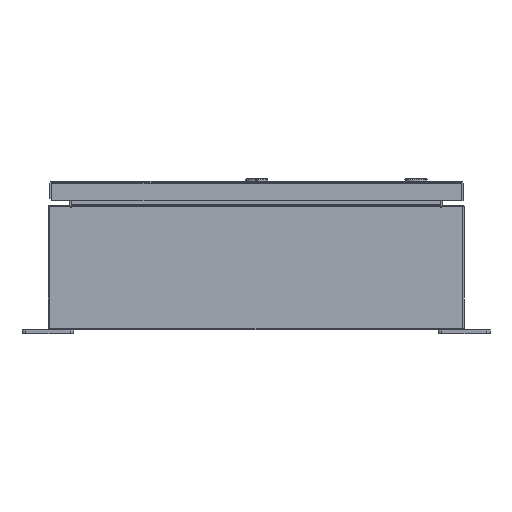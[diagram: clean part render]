
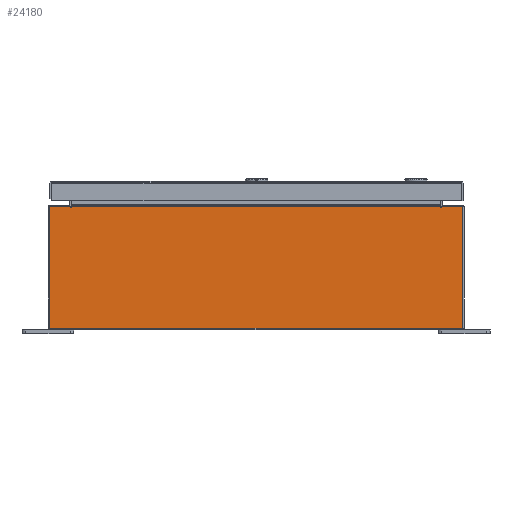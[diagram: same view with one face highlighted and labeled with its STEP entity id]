
A CAD part, front view. The second image highlights one B-rep face of the part: STEP entity #24180.
In plain terms, the highlighted face is planar.
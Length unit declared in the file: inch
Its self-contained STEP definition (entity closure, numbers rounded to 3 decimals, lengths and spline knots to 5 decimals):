
#352 = CARTESIAN_POINT ( 'NONE',  ( -8.8872, 0., 2.87495 ) ) ;
#1452 = ORIENTED_EDGE ( 'NONE', *, *, #9892, .T. ) ;
#1545 = ORIENTED_EDGE ( 'NONE', *, *, #34373, .T. ) ;
#1800 = CARTESIAN_POINT ( 'NONE',  ( -9.9253, 0., 2.9253 ) ) ;
#2050 = AXIS2_PLACEMENT_3D ( 'NONE', #15216, #35937, #18185 ) ;
#2432 = VERTEX_POINT ( 'NONE', #352 ) ;
#2636 = EDGE_CURVE ( 'NONE', #22903, #22226, #21567, .T. ) ;
#3090 = VERTEX_POINT ( 'NONE', #12980 ) ;
#3660 = CIRCLE ( 'NONE', #2050, 0.01868 ) ;
#3839 = CARTESIAN_POINT ( 'NONE',  ( 8.8872, 0., 2.9123 ) ) ;
#3859 = DIRECTION ( 'NONE',  ( 0., 0., -1. ) ) ;
#4055 = LINE ( 'NONE', #12368, #19778 ) ;
#6522 = DIRECTION ( 'NONE',  ( -1., 0., 0. ) ) ;
#6622 = VERTEX_POINT ( 'NONE', #9868 ) ;
#6702 = CARTESIAN_POINT ( 'NONE',  ( 0., 0., 0. ) ) ;
#7017 = LINE ( 'NONE', #19573, #13954 ) ;
#7591 = DIRECTION ( 'NONE',  ( 0., 0., 1. ) ) ;
#7592 = VECTOR ( 'NONE', #25632, 39.37008 ) ;
#7650 = VERTEX_POINT ( 'NONE', #3839 ) ;
#8391 = VECTOR ( 'NONE', #32027, 39.37008 ) ;
#8456 = VERTEX_POINT ( 'NONE', #38225 ) ;
#8599 = LINE ( 'NONE', #36670, #26214 ) ;
#8665 = EDGE_CURVE ( 'NONE', #3090, #34804, #7017, .T. ) ;
#9016 = DIRECTION ( 'NONE',  ( 0., 1., 0. ) ) ;
#9027 = VERTEX_POINT ( 'NONE', #27201 ) ;
#9230 = ORIENTED_EDGE ( 'NONE', *, *, #2636, .F. ) ;
#9562 = PLANE ( 'NONE',  #35685 ) ;
#9671 = VERTEX_POINT ( 'NONE', #27551 ) ;
#9868 = CARTESIAN_POINT ( 'NONE',  ( -8.8872, 0., 2.9123 ) ) ;
#9890 = CARTESIAN_POINT ( 'NONE',  ( 9.9253, 0., 2.9253 ) ) ;
#9892 = EDGE_CURVE ( 'NONE', #34804, #22226, #33338, .T. ) ;
#9909 = ORIENTED_EDGE ( 'NONE', *, *, #22078, .F. ) ;
#10554 = VECTOR ( 'NONE', #3859, 39.37008 ) ;
#10715 = DIRECTION ( 'NONE',  ( 1., 0., 0. ) ) ;
#11927 = ORIENTED_EDGE ( 'NONE', *, *, #29201, .F. ) ;
#11986 = EDGE_CURVE ( 'NONE', #9027, #20579, #8599, .T. ) ;
#12030 = LINE ( 'NONE', #33470, #34715 ) ;
#12368 = CARTESIAN_POINT ( 'NONE',  ( -9.9253, 0., -2.9253 ) ) ;
#12678 = DIRECTION ( 'NONE',  ( 0., -1., 0. ) ) ;
#12980 = CARTESIAN_POINT ( 'NONE',  ( -9.9253, 0., -2.9253 ) ) ;
#13265 = ORIENTED_EDGE ( 'NONE', *, *, #17488, .T. ) ;
#13954 = VECTOR ( 'NONE', #25555, 39.37008 ) ;
#14644 = ORIENTED_EDGE ( 'NONE', *, *, #36082, .F. ) ;
#15216 = CARTESIAN_POINT ( 'NONE',  ( 8.90588, 0., 2.87495 ) ) ;
#15628 = CARTESIAN_POINT ( 'NONE',  ( -8.8872, 0., 0. ) ) ;
#16668 = CARTESIAN_POINT ( 'NONE',  ( 8.8872, 0., 0. ) ) ;
#17488 = EDGE_CURVE ( 'NONE', #6622, #7650, #32035, .T. ) ;
#18064 = LINE ( 'NONE', #25237, #33827 ) ;
#18185 = DIRECTION ( 'NONE',  ( 0., 0., -1. ) ) ;
#18382 = LINE ( 'NONE', #15628, #10554 ) ;
#18461 = VECTOR ( 'NONE', #10715, 39.37008 ) ;
#18900 = DIRECTION ( 'NONE',  ( 1., 0., 0. ) ) ;
#19573 = CARTESIAN_POINT ( 'NONE',  ( -9.9253, 0., 2.9253 ) ) ;
#19778 = VECTOR ( 'NONE', #6522, 39.37008 ) ;
#20509 = EDGE_CURVE ( 'NONE', #8456, #3090, #4055, .T. ) ;
#20579 = VERTEX_POINT ( 'NONE', #9890 ) ;
#21526 = ORIENTED_EDGE ( 'NONE', *, *, #11986, .T. ) ;
#21567 = LINE ( 'NONE', #28295, #29428 ) ;
#22064 = CARTESIAN_POINT ( 'NONE',  ( -9.9253, 0., 2.9253 ) ) ;
#22078 = EDGE_CURVE ( 'NONE', #22395, #7650, #32137, .T. ) ;
#22226 = VERTEX_POINT ( 'NONE', #23418 ) ;
#22395 = VERTEX_POINT ( 'NONE', #36083 ) ;
#22903 = VERTEX_POINT ( 'NONE', #26985 ) ;
#22997 = ORIENTED_EDGE ( 'NONE', *, *, #26088, .F. ) ;
#23418 = CARTESIAN_POINT ( 'NONE',  ( -8.92455, 0., 2.9253 ) ) ;
#23678 = AXIS2_PLACEMENT_3D ( 'NONE', #26752, #9016, #29714 ) ;
#24180 = ADVANCED_FACE ( 'NONE', ( #36152 ), #9562, .F. ) ;
#24255 = ORIENTED_EDGE ( 'NONE', *, *, #37215, .F. ) ;
#25237 = CARTESIAN_POINT ( 'NONE',  ( 9.9253, 0., 2.9253 ) ) ;
#25529 = EDGE_LOOP ( 'NONE', ( #9230, #11927, #24255, #13265, #9909, #22997, #14644, #21526, #1545, #27367, #25562, #1452 ) ) ;
#25555 = DIRECTION ( 'NONE',  ( 0., 0., 1. ) ) ;
#25562 = ORIENTED_EDGE ( 'NONE', *, *, #8665, .T. ) ;
#25632 = DIRECTION ( 'NONE',  ( 0., 0., 1. ) ) ;
#26088 = EDGE_CURVE ( 'NONE', #9671, #22395, #3660, .T. ) ;
#26214 = VECTOR ( 'NONE', #18900, 39.37008 ) ;
#26752 = CARTESIAN_POINT ( 'NONE',  ( -8.90587, 0., 2.87495 ) ) ;
#26985 = CARTESIAN_POINT ( 'NONE',  ( -8.92455, 0., 2.87495 ) ) ;
#27201 = CARTESIAN_POINT ( 'NONE',  ( 8.92455, 0., 2.9253 ) ) ;
#27367 = ORIENTED_EDGE ( 'NONE', *, *, #20509, .T. ) ;
#27551 = CARTESIAN_POINT ( 'NONE',  ( 8.92455, 0., 2.87495 ) ) ;
#27634 = DIRECTION ( 'NONE',  ( 0., 0., -1. ) ) ;
#28196 = DIRECTION ( 'NONE',  ( 0., 0., -1. ) ) ;
#28295 = CARTESIAN_POINT ( 'NONE',  ( -8.92455, 0., 0. ) ) ;
#29022 = CARTESIAN_POINT ( 'NONE',  ( -8.8872, 0., 2.9123 ) ) ;
#29201 = EDGE_CURVE ( 'NONE', #2432, #22903, #35539, .T. ) ;
#29428 = VECTOR ( 'NONE', #7591, 39.37008 ) ;
#29714 = DIRECTION ( 'NONE',  ( 0., 0., -1. ) ) ;
#32027 = DIRECTION ( 'NONE',  ( 1., 0., 0. ) ) ;
#32035 = LINE ( 'NONE', #29022, #8391 ) ;
#32137 = LINE ( 'NONE', #16668, #7592 ) ;
#33338 = LINE ( 'NONE', #1800, #18461 ) ;
#33403 = DIRECTION ( 'NONE',  ( 0., 0., -1. ) ) ;
#33470 = CARTESIAN_POINT ( 'NONE',  ( 8.92455, 0., 0. ) ) ;
#33827 = VECTOR ( 'NONE', #28196, 39.37008 ) ;
#34373 = EDGE_CURVE ( 'NONE', #20579, #8456, #18064, .T. ) ;
#34715 = VECTOR ( 'NONE', #27634, 39.37008 ) ;
#34804 = VERTEX_POINT ( 'NONE', #22064 ) ;
#35539 = CIRCLE ( 'NONE', #23678, 0.01868 ) ;
#35685 = AXIS2_PLACEMENT_3D ( 'NONE', #6702, #12678, #33403 ) ;
#35937 = DIRECTION ( 'NONE',  ( 0., 1., 0. ) ) ;
#36082 = EDGE_CURVE ( 'NONE', #9027, #9671, #12030, .T. ) ;
#36083 = CARTESIAN_POINT ( 'NONE',  ( 8.8872, 0., 2.87495 ) ) ;
#36152 = FACE_OUTER_BOUND ( 'NONE', #25529, .T. ) ;
#36670 = CARTESIAN_POINT ( 'NONE',  ( -9.9253, 0., 2.9253 ) ) ;
#37215 = EDGE_CURVE ( 'NONE', #6622, #2432, #18382, .T. ) ;
#38225 = CARTESIAN_POINT ( 'NONE',  ( 9.9253, 0., -2.9253 ) ) ;
